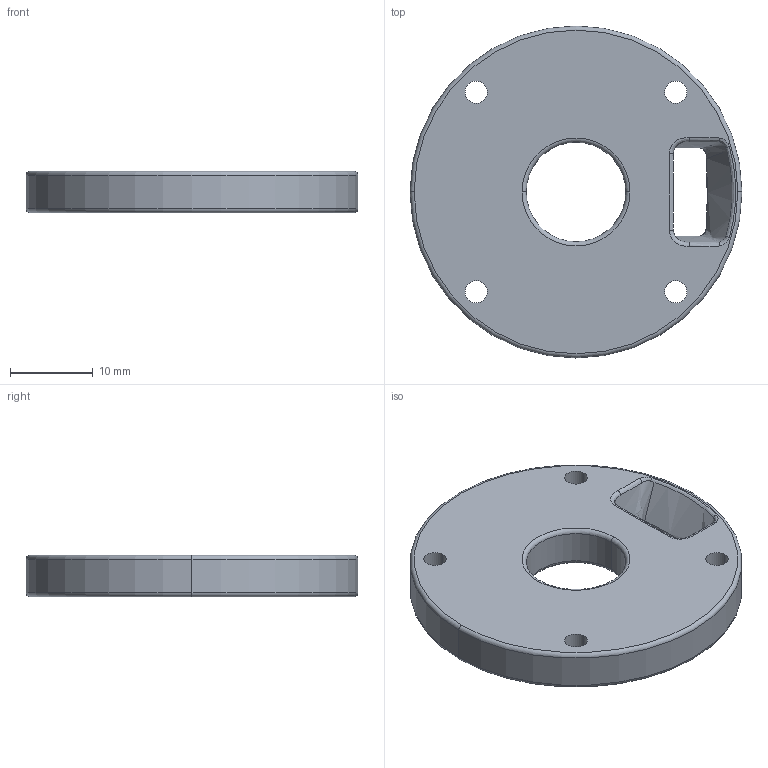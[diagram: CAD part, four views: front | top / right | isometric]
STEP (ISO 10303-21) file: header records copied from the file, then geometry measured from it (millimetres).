
FILE_DESCRIPTION (( 'STEP AP203' ), '1' );
FILE_NAME ('MotorMount.STEP', '2025-05-22T04:19:20', ( '' ), ( '' ), 'SwSTEP 2.0', 'SolidWorks 2024', '' );
FILE_SCHEMA (( 'CONFIG_CONTROL_DESIGN' ));
Length unit declared in the file: millimetre
Products named in the file (1): MotorMount
Bounding box: 40 x 40 x 5 mm (x, y, z)
Volume: 5208.3 mm3; surface area: 3179.5 mm2
Topology: 1 solids, 1 shells, 40 faces, 120 edges, 82 vertices
Faces by surface type: bspline 18, cylinder 12, torus 8, plane 2
Entity records: 2922 total; most frequent: CARTESIAN_POINT 1850, ORIENTED_EDGE 240, DIRECTION 170, EDGE_CURVE 120, VERTEX_POINT 82, AXIS2_PLACEMENT_3D 79, CIRCLE 56, B_SPLINE_CURVE_WITH_KNOTS 52
